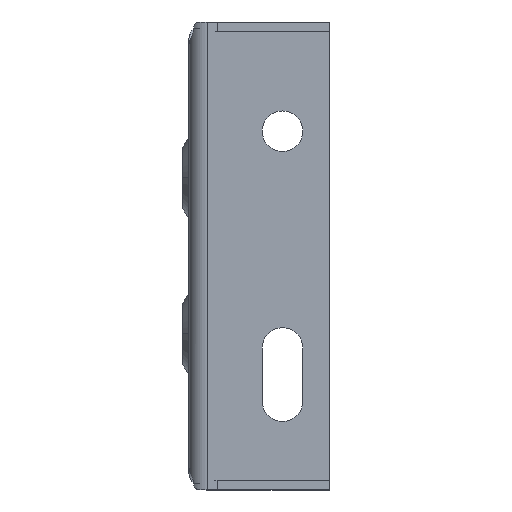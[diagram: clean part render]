
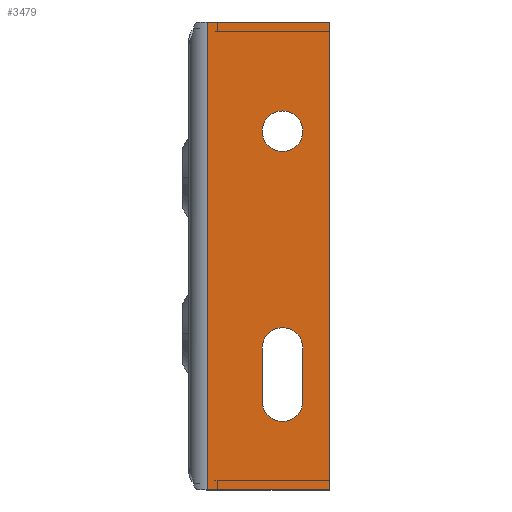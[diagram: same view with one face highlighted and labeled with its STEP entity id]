
A CAD part, left-side view. The second image highlights one B-rep face of the part: STEP entity #3479.
In plain terms, the highlighted planar face has unit normal (-1, 0, 0).
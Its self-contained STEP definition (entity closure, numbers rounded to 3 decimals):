
#76 = VERTEX_POINT ( 'NONE', #14021 ) ;
#199 = EDGE_CURVE ( 'NONE', #10095, #22145, #2926, .T. ) ;
#1001 = DIRECTION ( 'NONE',  ( 0., 0., 1. ) ) ;
#1082 = CARTESIAN_POINT ( 'NONE',  ( -400., -36.507, -29.5 ) ) ;
#1220 = DIRECTION ( 'NONE',  ( 1., 0., 0. ) ) ;
#1590 = DIRECTION ( 'NONE',  ( 1., 0., 0. ) ) ;
#1660 = VECTOR ( 'NONE', #17579, 1000. ) ;
#2765 = ORIENTED_EDGE ( 'NONE', *, *, #20841, .F. ) ;
#2926 = LINE ( 'NONE', #10650, #22524 ) ;
#3479 = ADVANCED_FACE ( 'NONE', ( #23149, #17209, #9065 ), #24825, .F. ) ;
#4653 = AXIS2_PLACEMENT_3D ( 'NONE', #6804, #14677, #16995 ) ;
#4819 = CIRCLE ( 'NONE', #19240, 6.5 ) ;
#4982 = CIRCLE ( 'NONE', #11569, 6.5 ) ;
#5067 = CARTESIAN_POINT ( 'NONE',  ( -400., -30.007, 40. ) ) ;
#5872 = EDGE_CURVE ( 'NONE', #18942, #76, #14208, .T. ) ;
#5933 = ORIENTED_EDGE ( 'NONE', *, *, #8332, .T. ) ;
#6049 = CARTESIAN_POINT ( 'NONE',  ( -400., -45.007, -75. ) ) ;
#6238 = ORIENTED_EDGE ( 'NONE', *, *, #14981, .T. ) ;
#6370 = CARTESIAN_POINT ( 'NONE',  ( -400., -6., 75. ) ) ;
#6446 = ORIENTED_EDGE ( 'NONE', *, *, #16497, .T. ) ;
#6804 = CARTESIAN_POINT ( 'NONE',  ( -400., -30.007, 40. ) ) ;
#7720 = AXIS2_PLACEMENT_3D ( 'NONE', #25090, #1590, #20978 ) ;
#7857 = CARTESIAN_POINT ( 'NONE',  ( -400., -45.007, 75. ) ) ;
#7909 = EDGE_CURVE ( 'NONE', #18232, #76, #25537, .T. ) ;
#8296 = DIRECTION ( 'NONE',  ( 0., 1., 0. ) ) ;
#8332 = EDGE_CURVE ( 'NONE', #20430, #16618, #4982, .T. ) ;
#8371 = AXIS2_PLACEMENT_3D ( 'NONE', #10618, #14373, #8296 ) ;
#8393 = CARTESIAN_POINT ( 'NONE',  ( -400., -36.507, 40. ) ) ;
#8670 = DIRECTION ( 'NONE',  ( 0., 0., -1. ) ) ;
#9065 = FACE_OUTER_BOUND ( 'NONE', #19771, .T. ) ;
#9067 = DIRECTION ( 'NONE',  ( 0., 1., 0. ) ) ;
#9361 = EDGE_CURVE ( 'NONE', #18232, #13238, #23746, .T. ) ;
#9786 = DIRECTION ( 'NONE',  ( 0., 0., 1. ) ) ;
#10095 = VERTEX_POINT ( 'NONE', #18241 ) ;
#10278 = EDGE_LOOP ( 'NONE', ( #18496, #6238, #22327, #21692 ) ) ;
#10307 = EDGE_LOOP ( 'NONE', ( #6446, #5933 ) ) ;
#10496 = LINE ( 'NONE', #18397, #12886 ) ;
#10618 = CARTESIAN_POINT ( 'NONE',  ( -400., -30.007, -46.5 ) ) ;
#10650 = CARTESIAN_POINT ( 'NONE',  ( -400., -23.507, 0. ) ) ;
#11569 = AXIS2_PLACEMENT_3D ( 'NONE', #5067, #12930, #20848 ) ;
#11781 = CARTESIAN_POINT ( 'NONE',  ( -400., -6., -75. ) ) ;
#12313 = VECTOR ( 'NONE', #9786, 1000. ) ;
#12454 = VECTOR ( 'NONE', #13910, 1000. ) ;
#12886 = VECTOR ( 'NONE', #8670, 1000. ) ;
#12930 = DIRECTION ( 'NONE',  ( 1., 0., 0. ) ) ;
#13238 = VERTEX_POINT ( 'NONE', #11781 ) ;
#13910 = DIRECTION ( 'NONE',  ( 0., 1., 0. ) ) ;
#14021 = CARTESIAN_POINT ( 'NONE',  ( -400., -45.007, 75. ) ) ;
#14208 = LINE ( 'NONE', #7857, #1660 ) ;
#14373 = DIRECTION ( 'NONE',  ( 1., 0., 0. ) ) ;
#14677 = DIRECTION ( 'NONE',  ( 1., 0., 0. ) ) ;
#14743 = VERTEX_POINT ( 'NONE', #20284 ) ;
#14981 = EDGE_CURVE ( 'NONE', #22145, #24382, #4819, .T. ) ;
#15311 = ORIENTED_EDGE ( 'NONE', *, *, #5872, .F. ) ;
#15492 = CARTESIAN_POINT ( 'NONE',  ( -400., -23.507, -29.5 ) ) ;
#15694 = CARTESIAN_POINT ( 'NONE',  ( -400., -23.507, 40. ) ) ;
#16497 = EDGE_CURVE ( 'NONE', #16618, #20430, #22772, .T. ) ;
#16618 = VERTEX_POINT ( 'NONE', #15694 ) ;
#16995 = DIRECTION ( 'NONE',  ( 0., 1., 0. ) ) ;
#17209 = FACE_BOUND ( 'NONE', #10278, .T. ) ;
#17579 = DIRECTION ( 'NONE',  ( 0., -1., 0. ) ) ;
#18232 = VERTEX_POINT ( 'NONE', #23101 ) ;
#18241 = CARTESIAN_POINT ( 'NONE',  ( -400., -23.507, -46.5 ) ) ;
#18397 = CARTESIAN_POINT ( 'NONE',  ( -400., -36.507, 0. ) ) ;
#18496 = ORIENTED_EDGE ( 'NONE', *, *, #199, .T. ) ;
#18574 = VECTOR ( 'NONE', #25405, 1000. ) ;
#18942 = VERTEX_POINT ( 'NONE', #6370 ) ;
#19240 = AXIS2_PLACEMENT_3D ( 'NONE', #19280, #1220, #9067 ) ;
#19280 = CARTESIAN_POINT ( 'NONE',  ( -400., -30.007, -29.5 ) ) ;
#19698 = ORIENTED_EDGE ( 'NONE', *, *, #9361, .F. ) ;
#19771 = EDGE_LOOP ( 'NONE', ( #2765, #19698, #25329, #15311 ) ) ;
#19871 = CARTESIAN_POINT ( 'NONE',  ( -400., -6., 0. ) ) ;
#20284 = CARTESIAN_POINT ( 'NONE',  ( -400., -36.507, -46.5 ) ) ;
#20430 = VERTEX_POINT ( 'NONE', #8393 ) ;
#20765 = CIRCLE ( 'NONE', #8371, 6.5 ) ;
#20841 = EDGE_CURVE ( 'NONE', #13238, #18942, #22077, .T. ) ;
#20848 = DIRECTION ( 'NONE',  ( 0., 1., 0. ) ) ;
#20978 = DIRECTION ( 'NONE',  ( 0., 0., -1. ) ) ;
#21692 = ORIENTED_EDGE ( 'NONE', *, *, #23126, .T. ) ;
#22077 = LINE ( 'NONE', #19871, #12313 ) ;
#22145 = VERTEX_POINT ( 'NONE', #15492 ) ;
#22327 = ORIENTED_EDGE ( 'NONE', *, *, #23211, .T. ) ;
#22524 = VECTOR ( 'NONE', #1001, 1000. ) ;
#22772 = CIRCLE ( 'NONE', #4653, 6.5 ) ;
#22958 = CARTESIAN_POINT ( 'NONE',  ( -400., -45.007, 115.5 ) ) ;
#23101 = CARTESIAN_POINT ( 'NONE',  ( -400., -45.007, -75. ) ) ;
#23126 = EDGE_CURVE ( 'NONE', #14743, #10095, #20765, .T. ) ;
#23149 = FACE_BOUND ( 'NONE', #10307, .T. ) ;
#23211 = EDGE_CURVE ( 'NONE', #24382, #14743, #10496, .T. ) ;
#23746 = LINE ( 'NONE', #6049, #12454 ) ;
#24382 = VERTEX_POINT ( 'NONE', #1082 ) ;
#24825 = PLANE ( 'NONE',  #7720 ) ;
#25090 = CARTESIAN_POINT ( 'NONE',  ( -400., 395.493, 0. ) ) ;
#25329 = ORIENTED_EDGE ( 'NONE', *, *, #7909, .T. ) ;
#25405 = DIRECTION ( 'NONE',  ( 0., 0., 1. ) ) ;
#25537 = LINE ( 'NONE', #22958, #18574 ) ;
